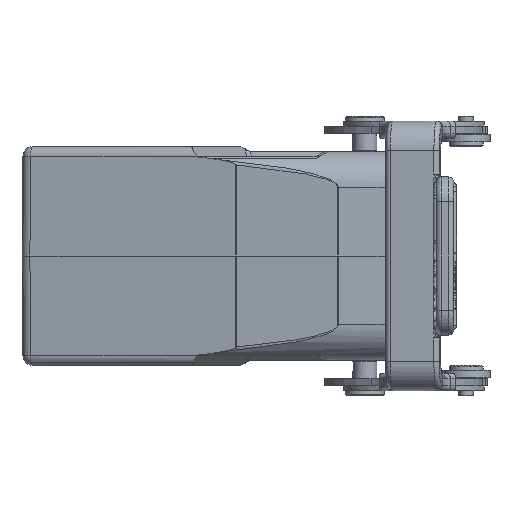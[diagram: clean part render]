
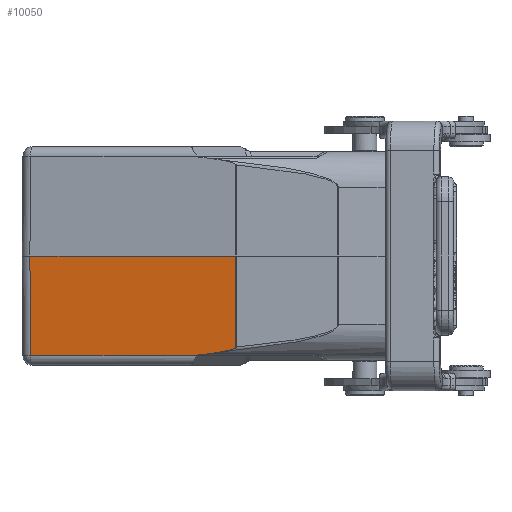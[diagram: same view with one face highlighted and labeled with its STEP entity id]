
A CAD part, left-side view. The second image highlights one B-rep face of the part: STEP entity #10050.
In plain terms, the highlighted planar face has unit normal (-0.982, 0.191, -0.009).
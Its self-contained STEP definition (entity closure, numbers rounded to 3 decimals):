
#7488=B_SPLINE_CURVE_WITH_KNOTS('',3,(#44870,#44871,#44872,#44873,#44874,
#44875,#44876,#44877,#44878,#44879,#44880,#44881,#44882,#44883,#44884,#44885),
 .UNSPECIFIED.,.F.,.F.,(4,3,3,3,3,4),(0.,0.437,0.715,
0.893,0.979,1.),.UNSPECIFIED.);
#8637=FACE_OUTER_BOUND('',#13030,.T.);
#10050=ADVANCED_FACE('',(#8637),#11580,.T.);
#11580=PLANE('',#34353);
#12317=ELLIPSE('',#34350,10.482,2.);
#12318=ELLIPSE('',#34352,39.308,7.5);
#13030=EDGE_LOOP('',(#16434,#16435,#16436,#16437,#16438,#16439,#16440,#16441));
#16434=ORIENTED_EDGE('',*,*,#26100,.T.);
#16435=ORIENTED_EDGE('',*,*,#26102,.T.);
#16436=ORIENTED_EDGE('',*,*,#26154,.F.);
#16437=ORIENTED_EDGE('',*,*,#26155,.F.);
#16438=ORIENTED_EDGE('',*,*,#26106,.T.);
#16439=ORIENTED_EDGE('',*,*,#26151,.T.);
#16440=ORIENTED_EDGE('',*,*,#26153,.T.);
#16441=ORIENTED_EDGE('',*,*,#26156,.T.);
#23478=VERTEX_POINT('',#44850);
#23480=VERTEX_POINT('',#44869);
#23481=VERTEX_POINT('',#44939);
#23484=VERTEX_POINT('',#44946);
#23485=VERTEX_POINT('',#44948);
#23516=VERTEX_POINT('',#45036);
#23517=VERTEX_POINT('',#45040);
#23518=VERTEX_POINT('',#45044);
#26100=EDGE_CURVE('',#23478,#23480,#7488,.T.);
#26102=EDGE_CURVE('',#23480,#23481,#29834,.T.);
#26106=EDGE_CURVE('',#23485,#23484,#29836,.T.);
#26151=EDGE_CURVE('',#23484,#23516,#29863,.T.);
#26153=EDGE_CURVE('',#23516,#23517,#12317,.T.);
#26154=EDGE_CURVE('',#23518,#23481,#29865,.T.);
#26155=EDGE_CURVE('',#23485,#23518,#29866,.T.);
#26156=EDGE_CURVE('',#23517,#23478,#12318,.T.);
#29834=LINE('',#44938,#32104);
#29836=LINE('',#44947,#32106);
#29863=LINE('',#45037,#32133);
#29865=LINE('',#45043,#32135);
#29866=LINE('',#45045,#32136);
#32104=VECTOR('',#37337,1.);
#32106=VECTOR('',#37345,1.);
#32133=VECTOR('',#37434,1.);
#32135=VECTOR('',#37442,1.);
#32136=VECTOR('',#37443,1.);
#34350=AXIS2_PLACEMENT_3D('',#45041,#37438,#37439);
#34352=AXIS2_PLACEMENT_3D('',#45046,#37444,#37445);
#34353=AXIS2_PLACEMENT_3D('',#45047,#37446,#37447);
#37337=DIRECTION('',(-0.009,0.001,1.));
#37345=DIRECTION('',(-0.191,-0.982,0.));
#37434=DIRECTION('',(-0.13,-0.634,0.763));
#37438=DIRECTION('',(-0.982,0.191,-0.009));
#37439=DIRECTION('',(0.191,0.982,0.002));
#37442=DIRECTION('',(-0.191,-0.982,0.));
#37443=DIRECTION('',(-0.007,0.009,1.));
#37444=DIRECTION('',(-0.982,0.191,-0.009));
#37445=DIRECTION('',(0.191,0.982,0.002));
#37446=DIRECTION('',(-0.982,0.191,-0.009));
#37447=DIRECTION('',(-0.191,-0.982,0.));
#44850=CARTESIAN_POINT('',(-43.861,3.676,-19.818));
#44869=CARTESIAN_POINT('',(-44.58,0.024,-18.83));
#44870=CARTESIAN_POINT('',(-43.861,3.676,-19.818));
#44871=CARTESIAN_POINT('',(-43.968,3.128,-19.73));
#44872=CARTESIAN_POINT('',(-44.076,2.582,-19.633));
#44873=CARTESIAN_POINT('',(-44.182,2.039,-19.517));
#44874=CARTESIAN_POINT('',(-44.25,1.695,-19.443));
#44875=CARTESIAN_POINT('',(-44.317,1.351,-19.362));
#44876=CARTESIAN_POINT('',(-44.384,1.012,-19.265));
#44877=CARTESIAN_POINT('',(-44.427,0.796,-19.202));
#44878=CARTESIAN_POINT('',(-44.469,0.579,-19.134));
#44879=CARTESIAN_POINT('',(-44.51,0.372,-19.043));
#44880=CARTESIAN_POINT('',(-44.53,0.272,-19.));
#44881=CARTESIAN_POINT('',(-44.55,0.172,-18.952));
#44882=CARTESIAN_POINT('',(-44.567,0.085,-18.885));
#44883=CARTESIAN_POINT('',(-44.572,0.063,-18.869));
#44884=CARTESIAN_POINT('',(-44.576,0.042,-18.851));
#44885=CARTESIAN_POINT('',(-44.58,0.024,-18.83));
#44938=CARTESIAN_POINT('',(-44.743,0.048,0.003));
#44939=CARTESIAN_POINT('',(-44.743,0.048,0.));
#44946=CARTESIAN_POINT('',(-43.023,7.954,-20.517));
#44947=CARTESIAN_POINT('',(-45.944,-7.069,-20.517));
#44948=CARTESIAN_POINT('',(-36.366,42.203,-20.517));
#45036=CARTESIAN_POINT('',(-43.052,7.814,-20.349));
#45037=CARTESIAN_POINT('',(-43.023,7.954,-20.517));
#45040=CARTESIAN_POINT('',(-43.44,5.83,-20.136));
#45041=CARTESIAN_POINT('',(-42.29,11.82,-18.5));
#45043=CARTESIAN_POINT('',(-36.514,42.382,0.));
#45044=CARTESIAN_POINT('',(-36.514,42.382,0.));
#45045=CARTESIAN_POINT('',(-36.511,42.379,-0.362));
#45046=CARTESIAN_POINT('',(-39.128,28.295,-14.));
#45047=CARTESIAN_POINT('',(-46.119,-7.035,0.));
